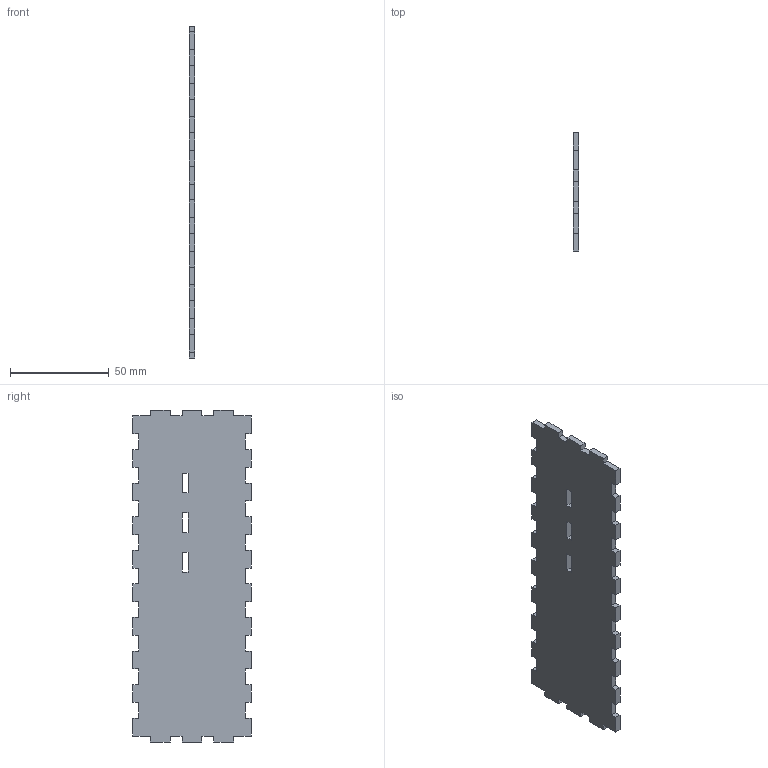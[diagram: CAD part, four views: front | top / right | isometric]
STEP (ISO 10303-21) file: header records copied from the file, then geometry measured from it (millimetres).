
FILE_DESCRIPTION( ( '' ), ' ' );
FILE_NAME( '5d68e6c3bd7a8016322b3349.step', '2019-08-30T09:05:08', ( '' ), ( '' ), ' ', ' ', ' ' );
FILE_SCHEMA( ( 'AUTOMOTIVE_DESIGN { 1 0 10303 214 1 1 1 1 }' ) );
Length unit declared in the file: metre
Products named in the file (1): Part 1
Bounding box: 3 x 60 x 168 mm (x, y, z)
Volume: 28134 mm3; surface area: 20754 mm2
Topology: 1 solids, 1 shells, 114 faces, 336 edges, 224 vertices
Faces by surface type: plane 114
Entity records: 4660 total; most frequent: CARTESIAN_POINT 675, ORIENTED_EDGE 672, DIRECTION 566, EDGE_CURVE 336, LINE 336, VECTOR 336, VERTEX_POINT 224, EDGE_LOOP 120
